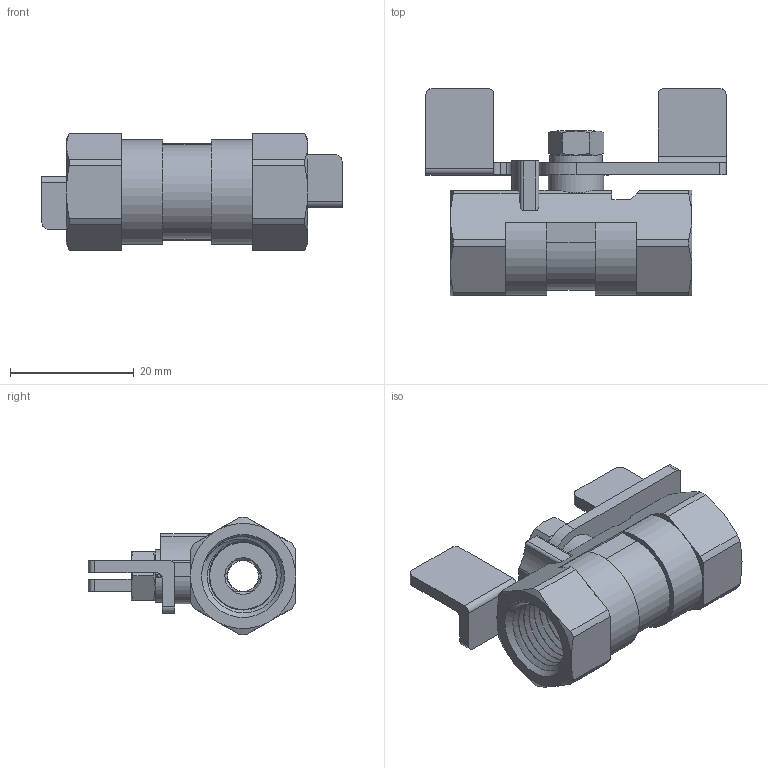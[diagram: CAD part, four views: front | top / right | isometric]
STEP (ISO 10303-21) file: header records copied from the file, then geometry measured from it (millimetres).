
FILE_DESCRIPTION(/* description */ ('Unknown'),/* implementation_level */ '2;1');
FILE_NAME(/* name */ 'V-1K DN8 BW handle',/* time_stamp */ '2020-10-06T08:40:16+08:00',/* author */ ('Unknown'),/* organization */ ('Unknown'),/* preprocessor_version */ 'ST-DEVELOPER v16.7',/* originating_system */ 'DEX',/* authorisation */ $);
FILE_SCHEMA (('AUTOMOTIVE_DESIGN {1 0 10303 214 3 1 1}'));
Length unit declared in the file: millimetre
Products named in the file (1): V-1K DN8 BW handle
Bounding box: 48.5 x 33.5 x 19 mm (x, y, z)
Volume: 8111.1 mm3; surface area: 7248.4 mm2
Topology: 1 solids, 5 shells, 266 faces, 845 edges, 576 vertices
Faces by surface type: plane 98, cylinder 78, cone 46, bspline 44
Full cylindrical faces by diameter (mm): 5 x2, 5.1 x1, 5.3 x1, 9 x1, 10 x1, 10.8 x1
Entity records: 18723 total; most frequent: CARTESIAN_POINT 12097, ORIENTED_EDGE 1660, DIRECTION 1072, EDGE_CURVE 830, VERTEX_POINT 572, AXIS2_PLACEMENT_3D 410, EDGE_LOOP 288, FACE_BOUND 288
